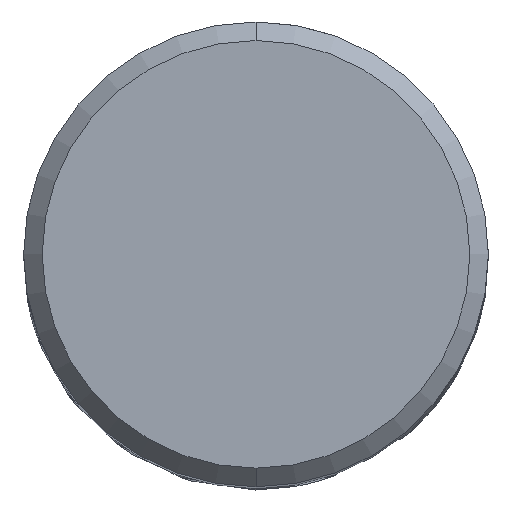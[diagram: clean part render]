
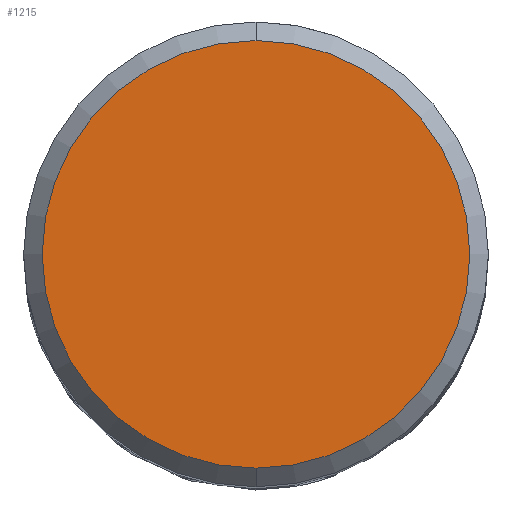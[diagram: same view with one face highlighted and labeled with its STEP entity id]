
A CAD part, top view. The second image highlights one B-rep face of the part: STEP entity #1215.
In plain terms, the highlighted planar face has unit normal (0, 0, 1).
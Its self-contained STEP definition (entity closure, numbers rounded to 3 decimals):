
#565=EDGE_CURVE('',#647,#1089,#1589,.T.);
#647=VERTEX_POINT('',#1678);
#771=EDGE_CURVE('',#1089,#647,#1813,.T.);
#1089=VERTEX_POINT('',#2161);
#1215=ADVANCED_FACE('',(#2300),#2301,.T.);
#1589=CIRCLE('',#3077,11.5);
#1678=CARTESIAN_POINT('',(0.,-11.5,0.0));
#1813=CIRCLE('',#4373,11.5);
#2161=CARTESIAN_POINT('',(0.0,11.5,0.0));
#2300=FACE_OUTER_BOUND('',#6714,.T.);
#2301=PLANE('',#6715);
#3077=AXIS2_PLACEMENT_3D('',#8897,#8898,#8899);
#4373=AXIS2_PLACEMENT_3D('',#9145,#9146,#9147);
#6714=EDGE_LOOP('',(#9692,#9693));
#6715=AXIS2_PLACEMENT_3D('',#9694,#9695,#9696);
#8897=CARTESIAN_POINT('',(0.0,0.0,0.0));
#8898=DIRECTION('',(0.0,0.0,-1.0));
#8899=DIRECTION('',(0.0,1.0,0.0));
#9145=CARTESIAN_POINT('',(0.0,0.0,0.0));
#9146=DIRECTION('',(0.0,0.0,-1.0));
#9147=DIRECTION('',(0.0,1.0,0.0));
#9692=ORIENTED_EDGE('',*,*,#771,.F.);
#9693=ORIENTED_EDGE('',*,*,#565,.F.);
#9694=CARTESIAN_POINT('',(0.0,5.75,0.0));
#9695=DIRECTION('',(-0.0,0.0,1.0));
#9696=DIRECTION('',(0.0,-1.0,0.0));
